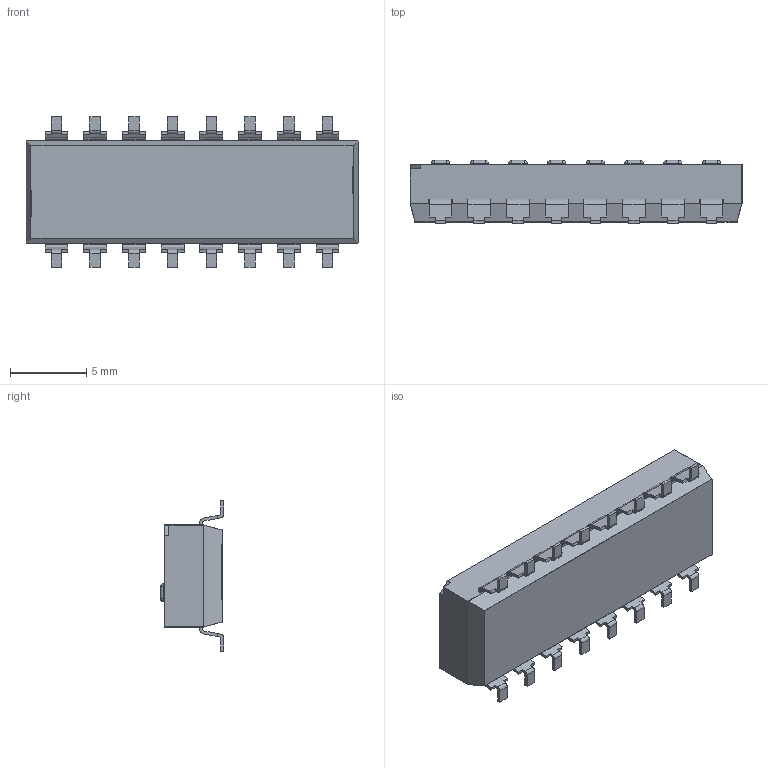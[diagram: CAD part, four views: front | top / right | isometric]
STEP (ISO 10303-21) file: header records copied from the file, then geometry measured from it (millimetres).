
FILE_DESCRIPTION (( 'STEP AP214' ), '1' );
FILE_NAME ('User Library-DIP SW 8P.STEP', '2019-10-01T13:54:24', ( '' ), ( '' ), 'SwSTEP 2.0', 'SolidWorks 2019', '' );
FILE_SCHEMA (( 'AUTOMOTIVE_DESIGN' ));
Length unit declared in the file: millimetre
Products named in the file (1): User Library-DIP SW 8P
Bounding box: 21.79 x 4.15 x 9.9 mm (x, y, z)
Volume: 541.4 mm3; surface area: 665.6 mm2
Topology: 1 solids, 1 shells, 648 faces, 1634 edges, 977 vertices
Faces by surface type: plane 290, cylinder 280, bspline 78
Entity records: 24183 total; most frequent: CARTESIAN_POINT 5884, ORIENTED_EDGE 3174, DIRECTION 2618, EDGE_CURVE 1587, VECTOR 1044, LINE 1044, VERTEX_POINT 977, AXIS2_PLACEMENT_3D 787
